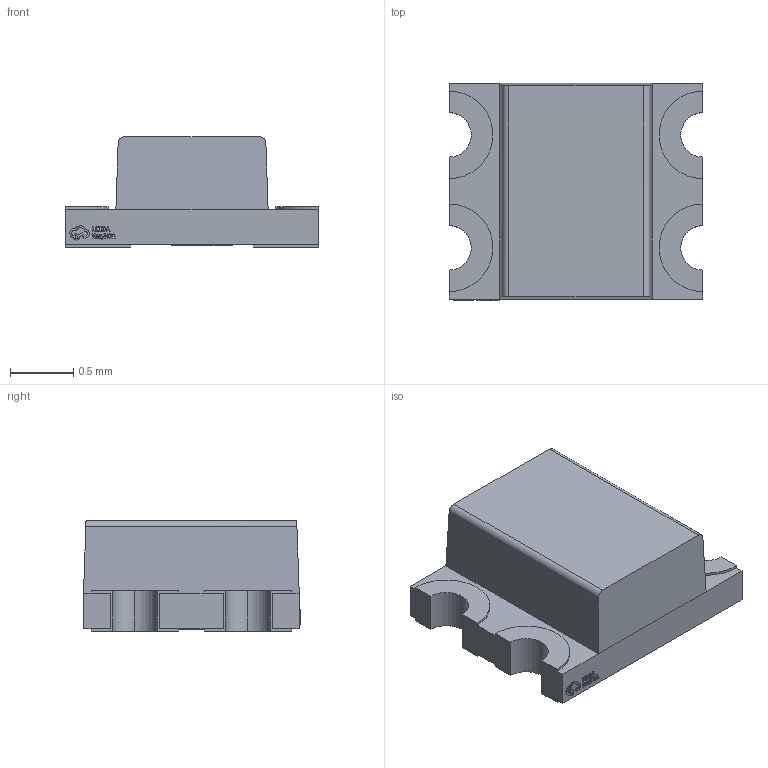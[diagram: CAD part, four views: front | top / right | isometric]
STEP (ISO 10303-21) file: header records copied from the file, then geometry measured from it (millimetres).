
FILE_DESCRIPTION (( 'STEP AP214' ), '1' );
FILE_NAME ('LED-SMD_4P-L2.0-W1.7_TX1812IJA-F01.STEP', '2023-05-12T13:12:08', ( '' ), ( '' ), 'SwSTEP 2.0', 'SolidWorks 2020', '' );
FILE_SCHEMA (( 'AUTOMOTIVE_DESIGN' ));
Length unit declared in the file: millimetre
Products named in the file (1): LED-SMD_4P-L2.0-W1.7_TX1812IJA-F01
Bounding box: 2 x 1.71 x 0.87 mm (x, y, z)
Volume: 2.1 mm3; surface area: 12.2 mm2
Topology: 1 solids, 1 shells, 289 faces, 797 edges, 530 vertices
Faces by surface type: plane 177, bspline 98, cylinder 14
Entity records: 12848 total; most frequent: CARTESIAN_POINT 2935, ORIENTED_EDGE 1594, DIRECTION 1001, EDGE_CURVE 797, LINE 569, VECTOR 569, VERTEX_POINT 530, EDGE_LOOP 309
